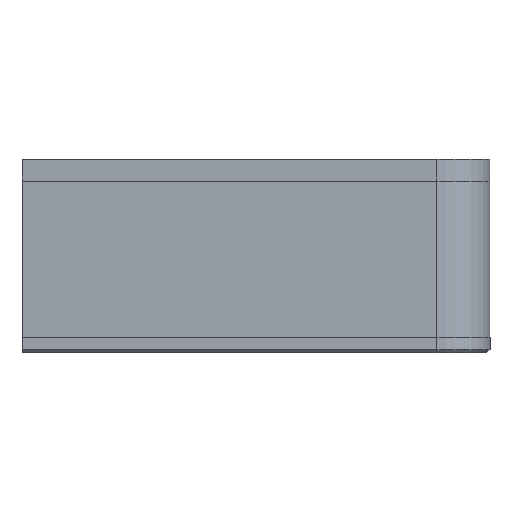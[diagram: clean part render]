
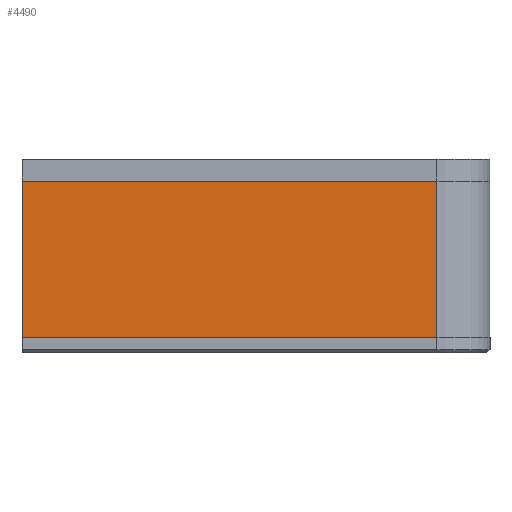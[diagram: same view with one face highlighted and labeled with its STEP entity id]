
A CAD part, front view. The second image highlights one B-rep face of the part: STEP entity #4490.
In plain terms, the highlighted planar face has unit normal (0, -1, 0).
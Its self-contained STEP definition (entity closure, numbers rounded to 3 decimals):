
#1009 = VERTEX_POINT('',#1010);
#1010 = CARTESIAN_POINT('',(0.,0.,5.));
#3082 = EDGE_CURVE('',#1009,#3083,#3085,.T.);
#3083 = VERTEX_POINT('',#3084);
#3084 = CARTESIAN_POINT('',(0.,0.,55.));
#3085 = LINE('',#3086,#3087);
#3086 = CARTESIAN_POINT('',(0.,0.,5.));
#3087 = VECTOR('',#3088,1.);
#3088 = DIRECTION('',(0.,0.,1.));
#3109 = VERTEX_POINT('',#3110);
#3110 = CARTESIAN_POINT('',(133.,0.,5.));
#3123 = EDGE_CURVE('',#1009,#3109,#3124,.T.);
#3124 = LINE('',#3125,#3126);
#3125 = CARTESIAN_POINT('',(0.,0.,5.));
#3126 = VECTOR('',#3127,1.);
#3127 = DIRECTION('',(1.,0.,0.));
#4490 = ADVANCED_FACE('',(#4491),#4509,.F.);
#4491 = FACE_BOUND('',#4492,.F.);
#4492 = EDGE_LOOP('',(#4493,#4494,#4502,#4508));
#4493 = ORIENTED_EDGE('',*,*,#3082,.T.);
#4494 = ORIENTED_EDGE('',*,*,#4495,.T.);
#4495 = EDGE_CURVE('',#3083,#4496,#4498,.T.);
#4496 = VERTEX_POINT('',#4497);
#4497 = CARTESIAN_POINT('',(133.,0.,55.));
#4498 = LINE('',#4499,#4500);
#4499 = CARTESIAN_POINT('',(0.,0.,55.));
#4500 = VECTOR('',#4501,1.);
#4501 = DIRECTION('',(1.,0.,0.));
#4502 = ORIENTED_EDGE('',*,*,#4503,.F.);
#4503 = EDGE_CURVE('',#3109,#4496,#4504,.T.);
#4504 = LINE('',#4505,#4506);
#4505 = CARTESIAN_POINT('',(133.,0.,5.));
#4506 = VECTOR('',#4507,1.);
#4507 = DIRECTION('',(0.,0.,1.));
#4508 = ORIENTED_EDGE('',*,*,#3123,.F.);
#4509 = PLANE('',#4510);
#4510 = AXIS2_PLACEMENT_3D('',#4511,#4512,#4513);
#4511 = CARTESIAN_POINT('',(0.,0.,5.));
#4512 = DIRECTION('',(0.,1.,0.));
#4513 = DIRECTION('',(1.,0.,0.));
